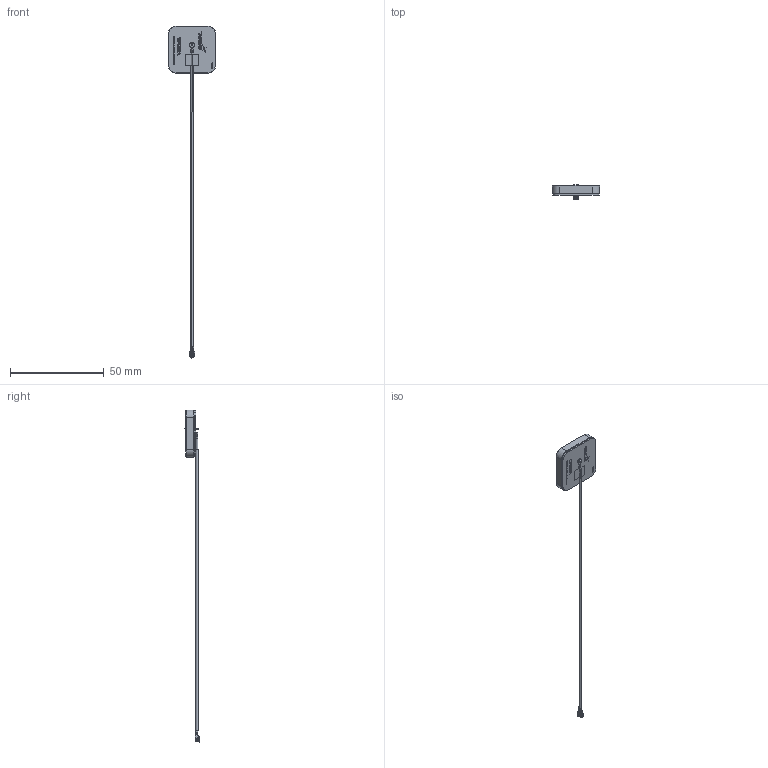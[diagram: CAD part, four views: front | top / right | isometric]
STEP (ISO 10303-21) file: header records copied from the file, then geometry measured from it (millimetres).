
FILE_DESCRIPTION (( 'STEP AP214' ), '1' );
FILE_NAME ('WPC.25A.07.0150C_web.STEP', '2020-04-08T05:41:13', ( '' ), ( '' ), 'SwSTEP 2.0', 'SolidWorks 2017', '' );
FILE_SCHEMA (( 'AUTOMOTIVE_DESIGN' ));
Length unit declared in the file: millimetre
Products named in the file (9): 204511G000000A_IPEX MHFHT. 1.37; 100211I010011A_WPC.25A PCB; 300115C010000A_1.37 Gray Cable; 001517C100000A WLP.2450.25.4 Patch; WPC.25A.07.0150C_web
Assembly tree (4 placements, depth 2):
  204511G000000A_IPEX MHFHT. 1.37
  100211I010011A_WPC.25A PCB
  300115C010000A_1.37 Gray Cable
  001517C100000A WLP.2450.25.4 Patch
  WPC.25A.07.0150C_web
    001517C100000A WLP.2450.25.4 Patch
    100211I010011A_WPC.25A PCB
    300115C010000A_1.37 Gray Cable
    204511G000000A_IPEX MHFHT. 1.37
Bounding box: 25.1 x 7.69 x 177.05 mm (x, y, z)
Volume: 3496.6 mm3; surface area: 3685.2 mm2
Topology: 4 solids, 4 shells, 1017 faces, 2768 edges, 1833 vertices
Faces by surface type: plane 554, bspline 344, cylinder 103, cone 10, torus 4, sphere 2
Entity records: 49130 total; most frequent: CARTESIAN_POINT 17257, ORIENTED_EDGE 5536, DIRECTION 3632, EDGE_CURVE 2768, VERTEX_POINT 1833, LINE 1812, VECTOR 1812, EDGE_LOOP 1097
